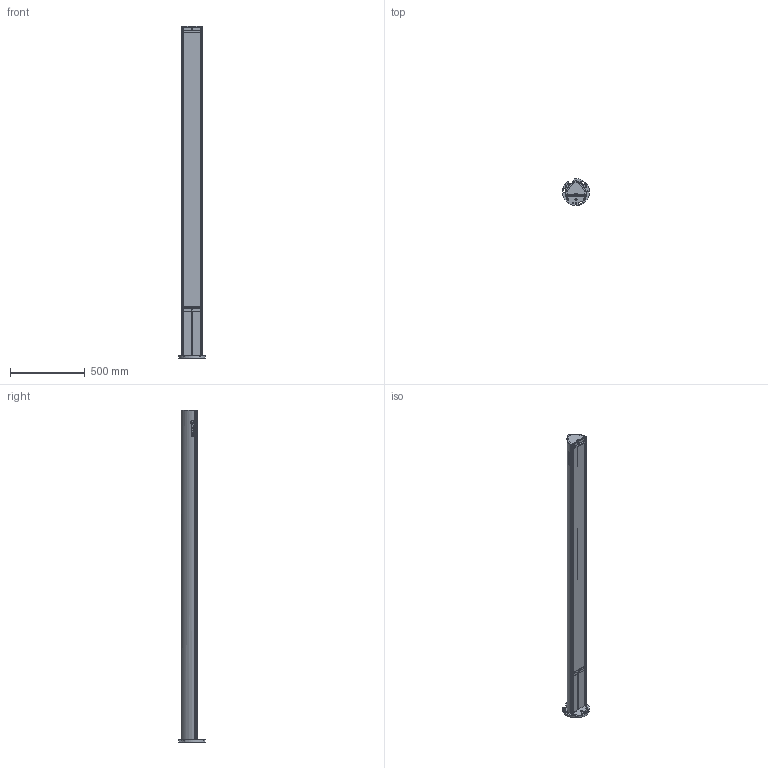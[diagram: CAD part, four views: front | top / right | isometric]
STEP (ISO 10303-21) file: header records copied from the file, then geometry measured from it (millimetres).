
FILE_DESCRIPTION (( 'STEP AP214' ), '1' );
FILE_NAME ('YXC-2215-M11.STEP', '2019-12-11T14:48:45', ( '' ), ( '' ), 'SwSTEP 2.0', 'SolidWorks 2019', '' );
FILE_SCHEMA (( 'AUTOMOTIVE_DESIGN' ));
Length unit declared in the file: inch
Products named in the file (1): YXC-2215-M11
Bounding box: 179.47 x 179.63 x 2219 mm (x, y, z)
Volume: 20940086.4 mm3; surface area: 1149196.8 mm2
Topology: 1 solids, 1 shells, 290 faces, 784 edges, 519 vertices
Faces by surface type: plane 187, cylinder 88, bspline 15
Full cylindrical faces by diameter (mm): 4.4 x1, 7.8 x3, 8.5 x2, 9 x2, 9.5 x2, 12 x3, 15 x3
Entity records: 14347 total; most frequent: CARTESIAN_POINT 3488, ORIENTED_EDGE 1528, DIRECTION 1350, EDGE_CURVE 764, VERTEX_POINT 517, VECTOR 492, LINE 492, AXIS2_PLACEMENT_3D 429
